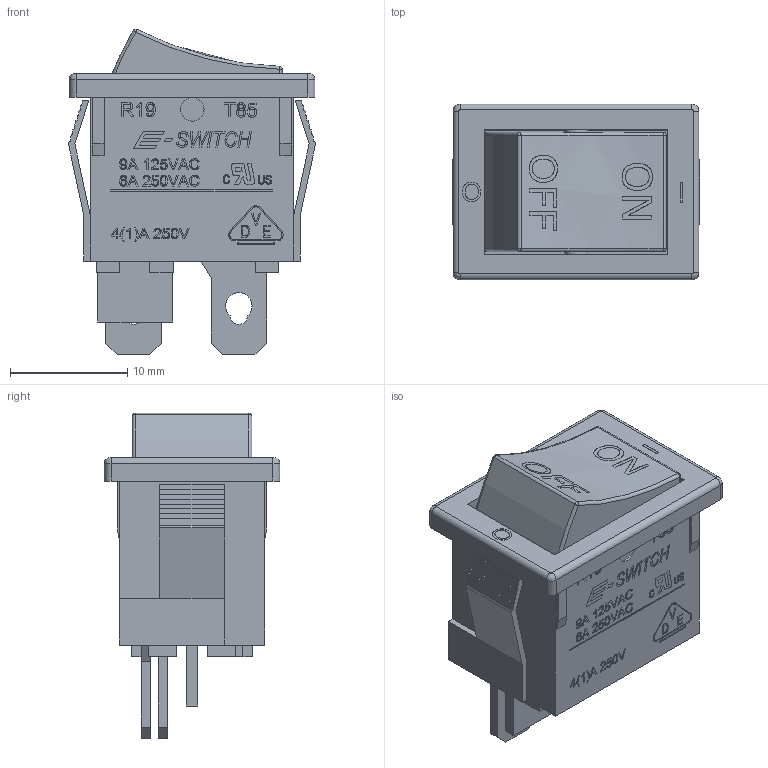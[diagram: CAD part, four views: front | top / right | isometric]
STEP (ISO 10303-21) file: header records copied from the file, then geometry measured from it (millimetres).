
FILE_DESCRIPTION(/* description */ (''),/* implementation_level */ '2;1');
FILE_NAME(/* name */ 'R1973AxxxxxxIF0.stp',/* time_stamp */ '2025-05-30T15:10:52-05:00',/* author */ ('mroman'),/* organization */ (''),/* preprocessor_version */ 'ST-DEVELOPER v18.1',/* originating_system */ 'Autodesk Inventor 2022',/* authorisation */ '');
FILE_SCHEMA (('AUTOMOTIVE_DESIGN { 1 0 10303 214 3 1 1 }'));
Length unit declared in the file: centimetre
Products named in the file (1): R1973AxxxxxxIF0
Bounding box: 21.1 x 15 x 27.8 mm (x, y, z)
Volume: 2038.5 mm3; surface area: 4579 mm2
Topology: 1 solids, 1 shells, 1088 faces, 2968 edges, 1962 vertices
Faces by surface type: plane 659, bspline 372, cylinder 47, torus 6, sphere 4
Full cylindrical faces by diameter (mm): 2 x4
Entity records: 41728 total; most frequent: CARTESIAN_POINT 16626, ORIENTED_EDGE 5932, DIRECTION 3752, EDGE_CURVE 2966, LINE 2090, VECTOR 2090, VERTEX_POINT 1962, EDGE_LOOP 1196
